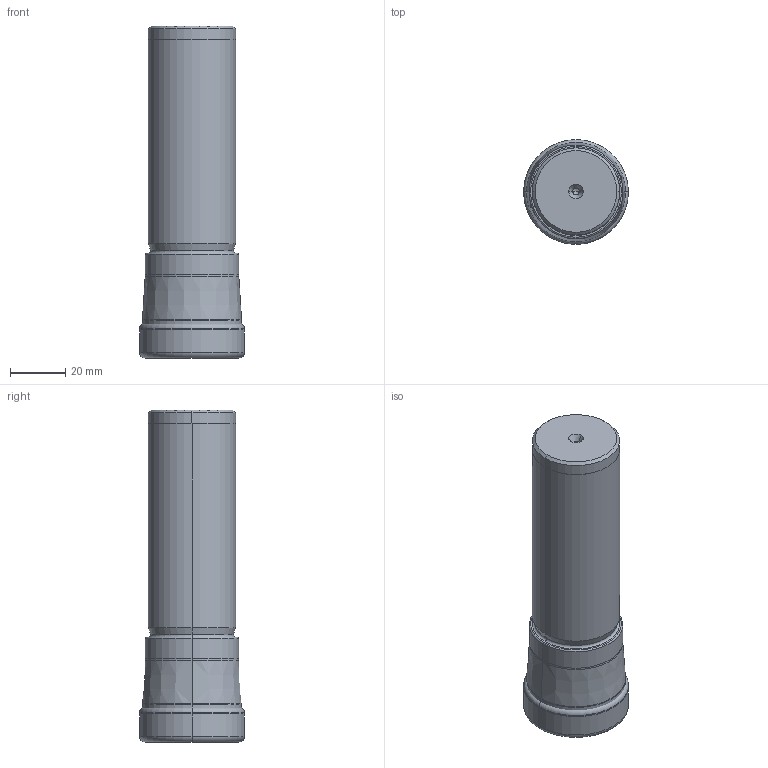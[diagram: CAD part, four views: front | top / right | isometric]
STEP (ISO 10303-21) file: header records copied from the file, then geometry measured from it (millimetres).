
FILE_DESCRIPTION(/* description */ (''),/* implementation_level */ '2;1');
FILE_NAME(/* name */ 'ASX400R243W20_IR0_079.stp',/* time_stamp */ '2025-07-03T15:23:37+09:00',/* author */ (''),/* organization */ (''),/* preprocessor_version */ 'ST-DEVELOPER v18.101',/* originating_system */ 'SIEMENS PLM Software NX 2011',/* authorisation */ '');
FILE_SCHEMA (('AUTOMOTIVE_DESIGN { 1 0 10303 214 3 1 1 1 }'));
Length unit declared in the file: millimetre
Products named in the file (1): ASX400R243W20_IR0_079_ASM
Bounding box: 38.1 x 38.1 x 120.65 mm (x, y, z)
Volume: 112147.8 mm3; surface area: 17981.6 mm2
Topology: 2 solids, 2 shells, 85 faces, 194 edges, 129 vertices
Faces by surface type: cone 38, torus 22, cylinder 18, plane 7
Entity records: 2513 total; most frequent: DIRECTION 492, CARTESIAN_POINT 420, ORIENTED_EDGE 352, AXIS2_PLACEMENT_3D 213, EDGE_CURVE 176, CIRCLE 120, VERTEX_POINT 100, EDGE_LOOP 92
